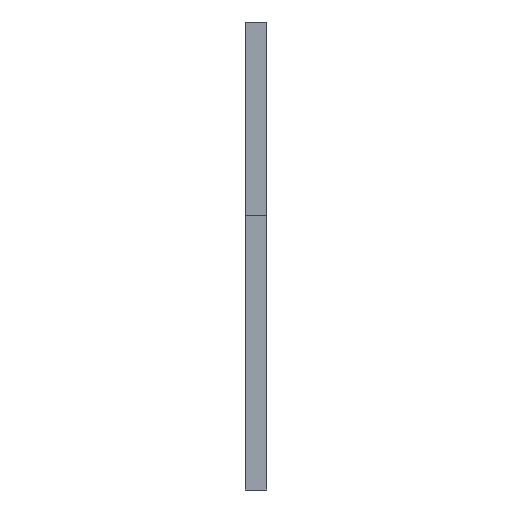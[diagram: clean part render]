
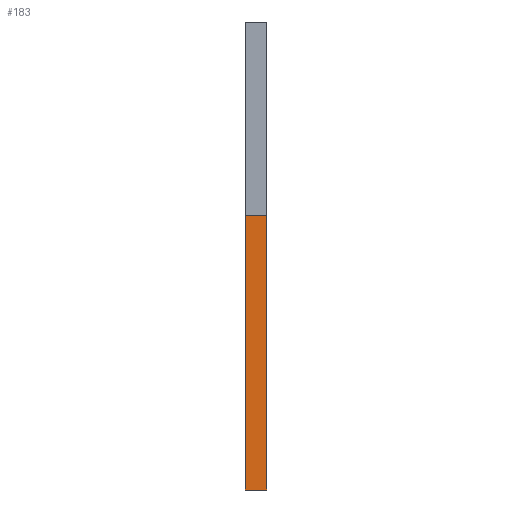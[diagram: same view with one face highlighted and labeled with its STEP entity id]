
A CAD part, left-side view. The second image highlights one B-rep face of the part: STEP entity #183.
In plain terms, the highlighted planar face has unit normal (-1, 0, 0).
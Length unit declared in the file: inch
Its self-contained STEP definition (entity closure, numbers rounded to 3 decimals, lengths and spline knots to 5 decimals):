
#5 = LINE ( 'NONE', #216, #643 ) ;
#29 = DIRECTION ( 'NONE',  ( 0., 1., 0. ) ) ;
#33 = VERTEX_POINT ( 'NONE', #761 ) ;
#90 = CARTESIAN_POINT ( 'NONE',  ( 28.93307, 11.75, -9.79037 ) ) ;
#100 = EDGE_CURVE ( 'NONE', #398, #851, #366, .T. ) ;
#146 = LINE ( 'NONE', #207, #489 ) ;
#162 = CARTESIAN_POINT ( 'NONE',  ( 28.93307, 11.75, -9.79037 ) ) ;
#169 = ORIENTED_EDGE ( 'NONE', *, *, #827, .T. ) ;
#183 = ADVANCED_FACE ( 'NONE', ( #270 ), #532, .F. ) ;
#207 = CARTESIAN_POINT ( 'NONE',  ( 28.93307, 12.25, 0. ) ) ;
#211 = CARTESIAN_POINT ( 'NONE',  ( 28.93307, 12.25, -9.79037 ) ) ;
#216 = CARTESIAN_POINT ( 'NONE',  ( 28.93307, 12.25, -16.25 ) ) ;
#227 = VECTOR ( 'NONE', #300, 39.37008 ) ;
#232 = CARTESIAN_POINT ( 'NONE',  ( 28.93307, 11.75, 0. ) ) ;
#254 = AXIS2_PLACEMENT_3D ( 'NONE', #799, #469, #396 ) ;
#270 = FACE_OUTER_BOUND ( 'NONE', #510, .T. ) ;
#285 = DIRECTION ( 'NONE',  ( 0., -1., 0. ) ) ;
#300 = DIRECTION ( 'NONE',  ( 0., 0., 1. ) ) ;
#320 = EDGE_CURVE ( 'NONE', #33, #687, #146, .T. ) ;
#366 = LINE ( 'NONE', #232, #227 ) ;
#368 = LINE ( 'NONE', #90, #751 ) ;
#393 = ORIENTED_EDGE ( 'NONE', *, *, #100, .T. ) ;
#396 = DIRECTION ( 'NONE',  ( 0., 0., -1. ) ) ;
#398 = VERTEX_POINT ( 'NONE', #568 ) ;
#417 = DIRECTION ( 'NONE',  ( 0., 0., 1. ) ) ;
#469 = DIRECTION ( 'NONE',  ( 1., 0., 0. ) ) ;
#489 = VECTOR ( 'NONE', #417, 39.37008 ) ;
#507 = ORIENTED_EDGE ( 'NONE', *, *, #320, .F. ) ;
#510 = EDGE_LOOP ( 'NONE', ( #393, #169, #507, #641 ) ) ;
#532 = PLANE ( 'NONE',  #254 ) ;
#568 = CARTESIAN_POINT ( 'NONE',  ( 28.93307, 11.75, -16.25 ) ) ;
#641 = ORIENTED_EDGE ( 'NONE', *, *, #804, .T. ) ;
#643 = VECTOR ( 'NONE', #285, 39.37008 ) ;
#687 = VERTEX_POINT ( 'NONE', #211 ) ;
#751 = VECTOR ( 'NONE', #29, 39.37008 ) ;
#761 = CARTESIAN_POINT ( 'NONE',  ( 28.93307, 12.25, -16.25 ) ) ;
#799 = CARTESIAN_POINT ( 'NONE',  ( 28.93307, 12.25, 0. ) ) ;
#804 = EDGE_CURVE ( 'NONE', #33, #398, #5, .T. ) ;
#827 = EDGE_CURVE ( 'NONE', #851, #687, #368, .T. ) ;
#851 = VERTEX_POINT ( 'NONE', #162 ) ;
